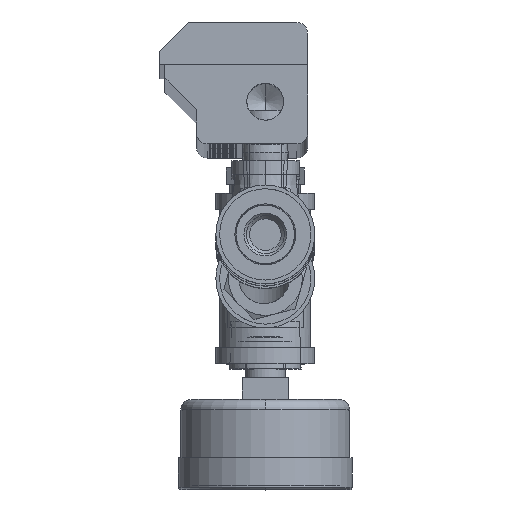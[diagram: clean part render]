
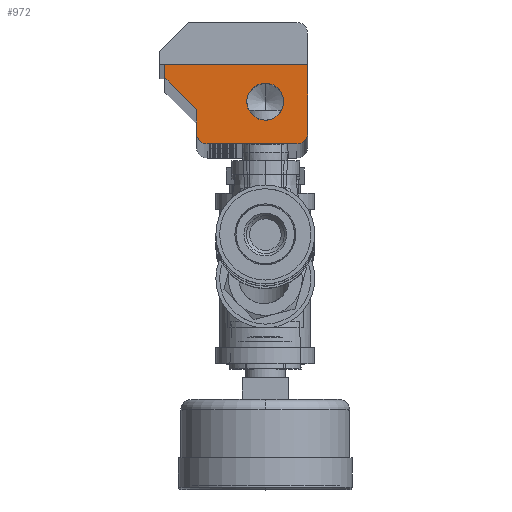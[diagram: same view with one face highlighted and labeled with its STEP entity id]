
A CAD part, top view. The second image highlights one B-rep face of the part: STEP entity #972.
In plain terms, the highlighted planar face has unit normal (0, 0, 1).
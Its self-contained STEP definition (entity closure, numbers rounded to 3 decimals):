
#972=ADVANCED_FACE('',(#3761,#3762),#3763,.T.);
#3761=FACE_BOUND('',#9193,.T.);
#3762=FACE_OUTER_BOUND('',#9194,.T.);
#3763=PLANE('',#9195);
#9193=EDGE_LOOP('',(#17160,#17161));
#9194=EDGE_LOOP('',(#17162,#17163,#17164,#17165,#17166,#17167,#17168,#17169));
#9195=AXIS2_PLACEMENT_3D('',#17170,#17171,#17172);
#17160=ORIENTED_EDGE('',*,*,#34448,.T.);
#17161=ORIENTED_EDGE('',*,*,#34399,.T.);
#17162=ORIENTED_EDGE('',*,*,#34554,.F.);
#17163=ORIENTED_EDGE('',*,*,#34572,.F.);
#17164=ORIENTED_EDGE('',*,*,#34569,.F.);
#17165=ORIENTED_EDGE('',*,*,#34479,.F.);
#17166=ORIENTED_EDGE('',*,*,#34567,.F.);
#17167=ORIENTED_EDGE('',*,*,#34564,.F.);
#17168=ORIENTED_EDGE('',*,*,#34561,.F.);
#17169=ORIENTED_EDGE('',*,*,#34558,.F.);
#17170=CARTESIAN_POINT('',(-395.997,619.309,1152.172));
#17171=DIRECTION('',(0.0,0.0,1.0));
#17172=DIRECTION('',(0.,-1.0,0.0));
#34399=EDGE_CURVE('',#40398,#40396,#40399,.T.);
#34448=EDGE_CURVE('',#40396,#40398,#40477,.T.);
#34479=EDGE_CURVE('',#40508,#40509,#40510,.T.);
#34554=EDGE_CURVE('',#40587,#40588,#40589,.T.);
#34558=EDGE_CURVE('',#40588,#40595,#40596,.T.);
#34561=EDGE_CURVE('',#40595,#40600,#40601,.T.);
#34564=EDGE_CURVE('',#40600,#40605,#40606,.T.);
#34567=EDGE_CURVE('',#40605,#40508,#40610,.T.);
#34569=EDGE_CURVE('',#40509,#40612,#40613,.T.);
#34572=EDGE_CURVE('',#40612,#40587,#40617,.T.);
#40396=VERTEX_POINT('',#49966);
#40398=VERTEX_POINT('',#49969);
#40399=CIRCLE('',#49970,5.556);
#40477=CIRCLE('',#50072,5.556);
#40508=VERTEX_POINT('',#50103);
#40509=VERTEX_POINT('',#50104);
#40510=LINE('',#50105,#50106);
#40587=VERTEX_POINT('',#50186);
#40588=VERTEX_POINT('',#50187);
#40589=LINE('',#50188,#50189);
#40595=VERTEX_POINT('',#50198);
#40596=LINE('',#50199,#50200);
#40600=VERTEX_POINT('',#50206);
#40601=LINE('',#50207,#50208);
#40605=VERTEX_POINT('',#50214);
#40606=LINE('',#50215,#50216);
#40610=CIRCLE('',#50222,3.175);
#40612=VERTEX_POINT('',#50224);
#40613=CIRCLE('',#50225,3.175);
#40617=LINE('',#50230,#50231);
#49966=CARTESIAN_POINT('',(-389.054,613.265,1152.172));
#49969=CARTESIAN_POINT('',(-389.054,624.378,1152.172));
#49970=AXIS2_PLACEMENT_3D('',#68431,#68432,#68433);
#50072=AXIS2_PLACEMENT_3D('',#68530,#68531,#68532);
#50103=CARTESIAN_POINT('',(-379.529,606.122,1152.172));
#50104=CARTESIAN_POINT('',(-406.517,606.122,1152.172));
#50105=CARTESIAN_POINT('',(-406.517,606.122,1152.172));
#50106=VECTOR('',#68623,26.988);
#50186=CARTESIAN_POINT('',(-409.692,616.44,1152.172));
#50187=CARTESIAN_POINT('',(-419.217,625.965,1152.172));
#50188=CARTESIAN_POINT('',(-419.217,625.965,1152.172));
#50189=VECTOR('',#68840,13.47);
#50198=CARTESIAN_POINT('',(-419.217,629.934,1152.172));
#50199=CARTESIAN_POINT('',(-419.217,629.934,1152.172));
#50200=VECTOR('',#68844,3.969);
#50206=CARTESIAN_POINT('',(-376.354,629.934,1152.172));
#50207=CARTESIAN_POINT('',(-376.354,629.934,1152.172));
#50208=VECTOR('',#68847,42.863);
#50214=CARTESIAN_POINT('',(-376.354,609.297,1152.172));
#50215=CARTESIAN_POINT('',(-376.354,609.297,1152.172));
#50216=VECTOR('',#68850,20.638);
#50222=AXIS2_PLACEMENT_3D('',#68853,#68854,#68855);
#50224=CARTESIAN_POINT('',(-409.692,609.297,1152.172));
#50225=AXIS2_PLACEMENT_3D('',#68859,#68860,#68861);
#50230=CARTESIAN_POINT('',(-409.692,616.44,1152.172));
#50231=VECTOR('',#68866,7.144);
#68431=CARTESIAN_POINT('',(-389.054,618.822,1152.172));
#68432=DIRECTION('',(0.0,-0.0,-1.0));
#68433=DIRECTION('',(0.,-1.0,0.0));
#68530=CARTESIAN_POINT('',(-389.054,618.822,1152.172));
#68531=DIRECTION('',(0.0,-0.0,-1.0));
#68532=DIRECTION('',(0.,-1.0,0.0));
#68623=DIRECTION('',(-1.0,0.,0.0));
#68840=DIRECTION('',(-0.707,0.707,0.0));
#68844=DIRECTION('',(0.,1.0,0.0));
#68847=DIRECTION('',(1.0,0.,0.0));
#68850=DIRECTION('',(0.,-1.0,0.0));
#68853=CARTESIAN_POINT('',(-379.529,609.297,1152.172));
#68854=DIRECTION('',(0.0,-0.0,-1.0));
#68855=DIRECTION('',(0.,-1.0,0.0));
#68859=CARTESIAN_POINT('',(-406.517,609.297,1152.172));
#68860=DIRECTION('',(0.0,0.0,-1.0));
#68861=DIRECTION('',(-1.0,0.,0.0));
#68866=DIRECTION('',(0.,1.0,0.0));
